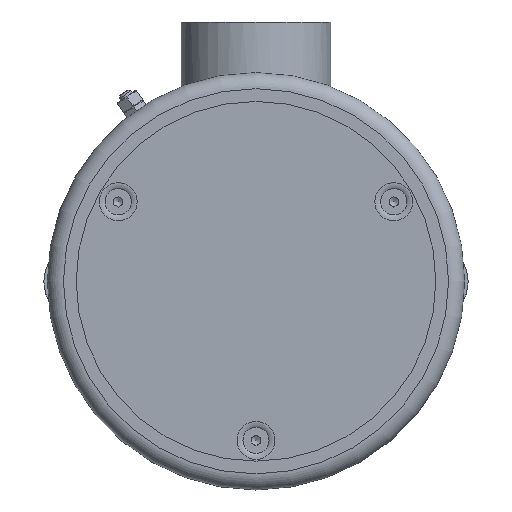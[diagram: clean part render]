
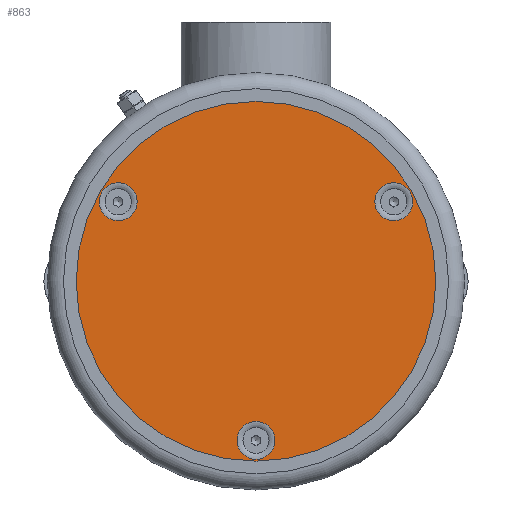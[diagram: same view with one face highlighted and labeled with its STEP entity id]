
A CAD part, top view. The second image highlights one B-rep face of the part: STEP entity #863.
In plain terms, the highlighted face is planar.
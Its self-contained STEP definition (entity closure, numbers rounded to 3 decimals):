
#863=ADVANCED_FACE('',(#6749,#6751,#6753,#6755),#6757,.T.);
#6749=FACE_BOUND('',#6750,.T.);
#6750=EDGE_LOOP('',(#7397));
#6751=FACE_BOUND('',#6752,.T.);
#6752=EDGE_LOOP('',(#7398));
#6753=FACE_BOUND('',#6754,.T.);
#6754=EDGE_LOOP('',(#7399));
#6755=FACE_BOUND('',#6756,.T.);
#6756=EDGE_LOOP('',(#7400));
#6757=PLANE('',#6758);
#6758=AXIS2_PLACEMENT_3D('',#6759,#6760,#6761);
#6759=CARTESIAN_POINT('',(0.,0.,0.));
#6760=DIRECTION('',(0.,0.,-1.));
#6761=DIRECTION('',(0.,1.,0.));
#7397=ORIENTED_EDGE('',*,*,#7691,.T.);
#7398=ORIENTED_EDGE('',*,*,#7692,.T.);
#7399=ORIENTED_EDGE('',*,*,#7693,.T.);
#7400=ORIENTED_EDGE('',*,*,#7694,.F.);
#7691=EDGE_CURVE('',#8164,#8164,#8165,.T.);
#7692=EDGE_CURVE('',#8166,#8166,#8167,.F.);
#7693=EDGE_CURVE('',#8168,#8168,#8169,.F.);
#7694=EDGE_CURVE('',#8170,#8170,#8171,.T.);
#8164=VERTEX_POINT('',#13430);
#8165=CIRCLE('',#13431,78.);
#8166=VERTEX_POINT('',#13435);
#8167=CIRCLE('',#13436,8.222);
#8168=VERTEX_POINT('',#13440);
#8169=CIRCLE('',#13441,8.222);
#8170=VERTEX_POINT('',#13445);
#8171=CIRCLE('',#13446,8.222);
#13430=CARTESIAN_POINT('',(0.,78.,0.));
#13431=AXIS2_PLACEMENT_3D('',#13432,#13433,#13434);
#13432=CARTESIAN_POINT('',(0.,0.,0.));
#13433=DIRECTION('',(0.,0.,-1.));
#13434=DIRECTION('',(0.,1.,0.));
#13435=CARTESIAN_POINT('',(55.645,41.621,0.));
#13436=AXIS2_PLACEMENT_3D('',#13437,#13438,#13439);
#13437=CARTESIAN_POINT('',(59.756,34.5,0.));
#13438=DIRECTION('',(0.,0.,-1.));
#13439=DIRECTION('',(-0.5,0.866,0.));
#13440=CARTESIAN_POINT('',(-63.867,27.379,0.));
#13441=AXIS2_PLACEMENT_3D('',#13442,#13443,#13444);
#13442=CARTESIAN_POINT('',(-59.756,34.5,0.));
#13443=DIRECTION('',(0.,0.,-1.));
#13444=DIRECTION('',(-0.5,-0.866,0.));
#13445=CARTESIAN_POINT('',(8.222,-69.,0.));
#13446=AXIS2_PLACEMENT_3D('',#13447,#13448,#13449);
#13447=CARTESIAN_POINT('',(0.,-69.,0.));
#13448=DIRECTION('',(0.,0.,-1.));
#13449=DIRECTION('',(1.,0.,0.));
